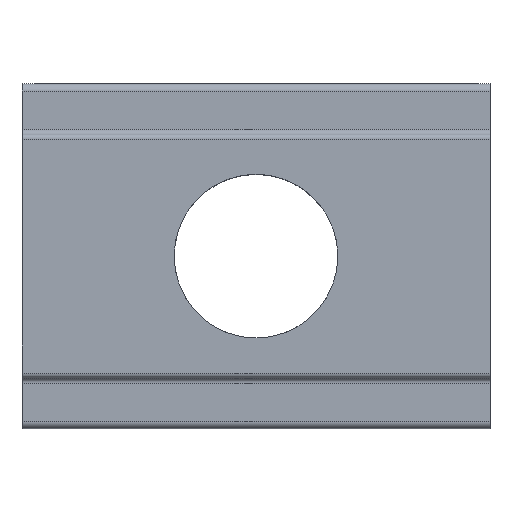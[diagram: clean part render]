
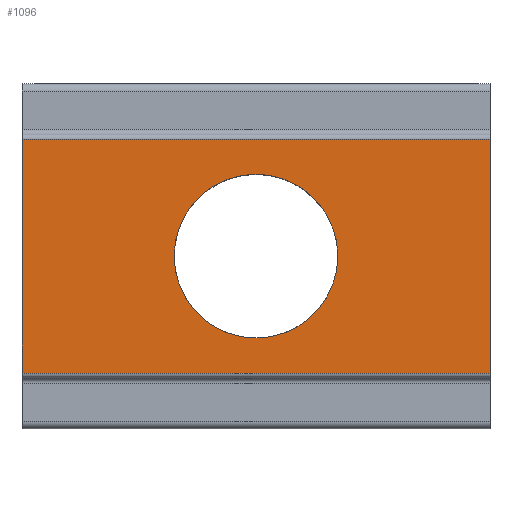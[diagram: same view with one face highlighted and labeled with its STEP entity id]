
A CAD part, top view. The second image highlights one B-rep face of the part: STEP entity #1096.
In plain terms, the highlighted planar face has unit normal (0, 0, 1).
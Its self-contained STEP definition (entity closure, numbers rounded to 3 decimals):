
#61=CIRCLE('',#1160,3.324);
#153=ORIENTED_EDGE('',*,*,#386,.F.);
#154=ORIENTED_EDGE('',*,*,#387,.T.);
#155=ORIENTED_EDGE('',*,*,#388,.F.);
#156=ORIENTED_EDGE('',*,*,#389,.F.);
#157=ORIENTED_EDGE('',*,*,#390,.T.);
#386=EDGE_CURVE('',#498,#498,#61,.T.);
#387=EDGE_CURVE('',#499,#500,#566,.T.);
#388=EDGE_CURVE('',#501,#500,#567,.T.);
#389=EDGE_CURVE('',#502,#501,#568,.T.);
#390=EDGE_CURVE('',#502,#499,#569,.T.);
#498=VERTEX_POINT('',#1588);
#499=VERTEX_POINT('',#1590);
#500=VERTEX_POINT('',#1591);
#501=VERTEX_POINT('',#1593);
#502=VERTEX_POINT('',#1595);
#566=LINE('',#1589,#640);
#567=LINE('',#1592,#641);
#568=LINE('',#1594,#642);
#569=LINE('',#1596,#643);
#640=VECTOR('',#1308,1000.);
#641=VECTOR('',#1309,1000.);
#642=VECTOR('',#1310,1000.);
#643=VECTOR('',#1311,1000.);
#688=EDGE_LOOP('',(#153));
#689=EDGE_LOOP('',(#154,#155,#156,#157));
#732=FACE_BOUND('',#688,.T.);
#733=FACE_BOUND('',#689,.T.);
#772=PLANE('',#1159);
#1096=ADVANCED_FACE('',(#732,#733),#772,.F.);
#1159=AXIS2_PLACEMENT_3D('',#1586,#1304,#1305);
#1160=AXIS2_PLACEMENT_3D('',#1587,#1306,#1307);
#1304=DIRECTION('',(0.,0.,-1.));
#1305=DIRECTION('',(-1.,0.,0.));
#1306=DIRECTION('',(0.,0.,1.));
#1307=DIRECTION('',(1.,0.,0.));
#1308=DIRECTION('',(0.,-1.,0.));
#1309=DIRECTION('',(-1.,0.,0.));
#1310=DIRECTION('',(0.,-1.,0.));
#1311=DIRECTION('',(-1.,0.,0.));
#1586=CARTESIAN_POINT('',(9.5,4.75,0.));
#1587=CARTESIAN_POINT('',(0.,0.,0.));
#1588=CARTESIAN_POINT('',(3.324,0.,0.));
#1589=CARTESIAN_POINT('',(-9.5,4.75,0.));
#1590=CARTESIAN_POINT('',(-9.5,4.75,0.));
#1591=CARTESIAN_POINT('',(-9.5,-4.75,0.));
#1592=CARTESIAN_POINT('',(9.5,-4.75,0.));
#1593=CARTESIAN_POINT('',(9.5,-4.75,0.));
#1594=CARTESIAN_POINT('',(9.5,4.75,0.));
#1595=CARTESIAN_POINT('',(9.5,4.75,0.));
#1596=CARTESIAN_POINT('',(9.5,4.75,0.));
